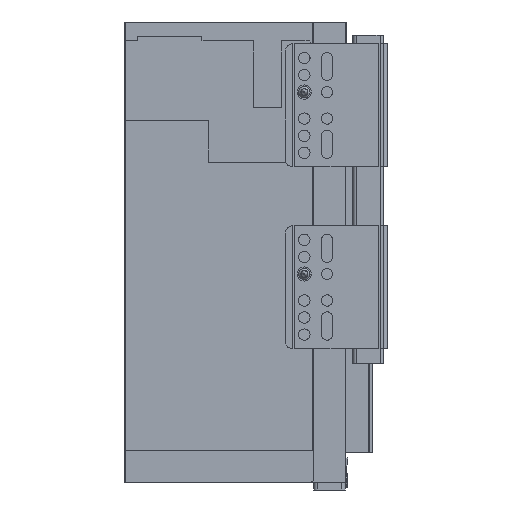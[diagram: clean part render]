
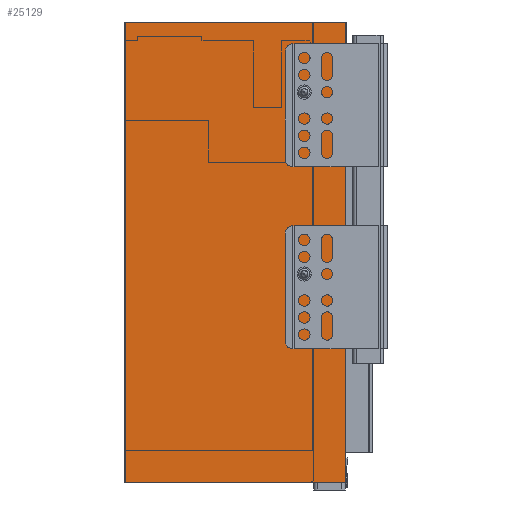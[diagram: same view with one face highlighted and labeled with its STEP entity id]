
A CAD part, left-side view. The second image highlights one B-rep face of the part: STEP entity #25129.
In plain terms, the highlighted planar face has unit normal (-1, 0, 0).
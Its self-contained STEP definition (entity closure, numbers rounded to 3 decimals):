
#1597=FACE_OUTER_BOUND('',#3047,.T.);
#3047=EDGE_LOOP('',(#17563,#17564,#17565,#17566));
#4822=LINE('',#36438,#7782);
#4823=LINE('',#36440,#7783);
#4824=LINE('',#36442,#7784);
#4825=LINE('',#36443,#7785);
#7782=VECTOR('',#29453,10.);
#7783=VECTOR('',#29454,10.);
#7784=VECTOR('',#29455,10.);
#7785=VECTOR('',#29456,10.);
#10739=VERTEX_POINT('',#36436);
#10740=VERTEX_POINT('',#36437);
#10741=VERTEX_POINT('',#36439);
#10742=VERTEX_POINT('',#36441);
#13357=EDGE_CURVE('',#10739,#10740,#4822,.T.);
#13358=EDGE_CURVE('',#10739,#10741,#4823,.T.);
#13359=EDGE_CURVE('',#10742,#10741,#4824,.T.);
#13360=EDGE_CURVE('',#10740,#10742,#4825,.T.);
#17563=ORIENTED_EDGE('',*,*,#13357,.F.);
#17564=ORIENTED_EDGE('',*,*,#13358,.T.);
#17565=ORIENTED_EDGE('',*,*,#13359,.F.);
#17566=ORIENTED_EDGE('',*,*,#13360,.F.);
#24024=PLANE('',#26735);
#25129=ADVANCED_FACE('',(#1597),#24024,.T.);
#26735=AXIS2_PLACEMENT_3D('',#36435,#29451,#29452);
#29451=DIRECTION('center_axis',(-1.,0.,0.));
#29452=DIRECTION('ref_axis',(0.,1.,0.));
#29453=DIRECTION('',(0.,0.,-1.));
#29454=DIRECTION('',(0.,1.,0.));
#29455=DIRECTION('',(0.,0.,1.));
#29456=DIRECTION('',(0.,1.,0.));
#36435=CARTESIAN_POINT('Origin',(-174.9,22.,11.5));
#36436=CARTESIAN_POINT('',(-174.9,22.5,11.5));
#36437=CARTESIAN_POINT('',(-174.9,22.5,-231.5));
#36438=CARTESIAN_POINT('',(-174.9,22.5,11.5));
#36439=CARTESIAN_POINT('',(-174.9,138.5,11.5));
#36440=CARTESIAN_POINT('',(-174.9,22.,11.5));
#36441=CARTESIAN_POINT('',(-174.9,138.5,-231.5));
#36442=CARTESIAN_POINT('',(-174.9,138.5,11.5));
#36443=CARTESIAN_POINT('',(-174.9,22.,-231.5));
